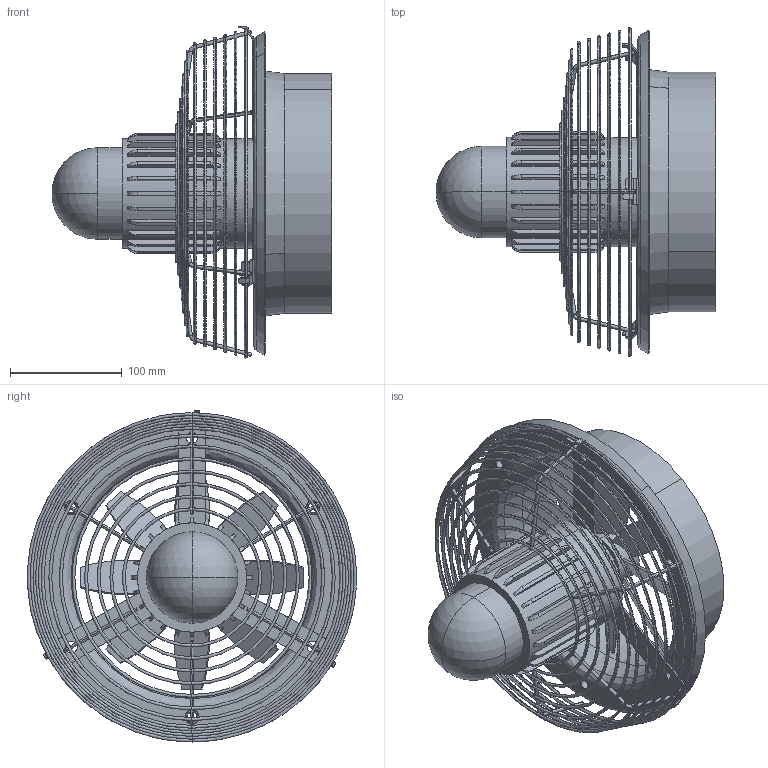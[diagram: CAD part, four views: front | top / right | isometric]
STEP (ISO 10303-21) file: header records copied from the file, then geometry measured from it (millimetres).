
FILE_DESCRIPTION (( 'STEP AP214' ), '1' );
FILE_NAME ('0094.0012.STEP', '2015-02-07T14:25:20', ( '' ), ( '' ), 'SwSTEP 2.0', 'SolidWorks 2013', '' );
FILE_SCHEMA (( 'AUTOMOTIVE_DESIGN' ));
Length unit declared in the file: millimetre
Products named in the file (1): 0094.0012
Bounding box: 251 x 295.2 x 297.64 mm (x, y, z)
Volume: 1476346.2 mm3; surface area: 387039.2 mm2
Topology: 1 solids, 1 shells, 1047 faces, 3247 edges, 2107 vertices
Faces by surface type: bspline 416, plane 396, cylinder 151, torus 48, cone 30, sphere 6
Entity records: 58594 total; most frequent: CARTESIAN_POINT 20783, ORIENTED_EDGE 6486, DIRECTION 4265, EDGE_CURVE 3243, VERTEX_POINT 2107, AXIS2_PLACEMENT_3D 1581, B_SPLINE_CURVE_WITH_KNOTS 1153, EDGE_LOOP 1130
